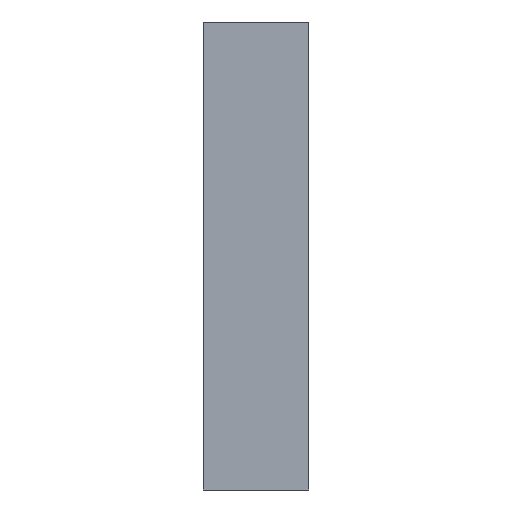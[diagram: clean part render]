
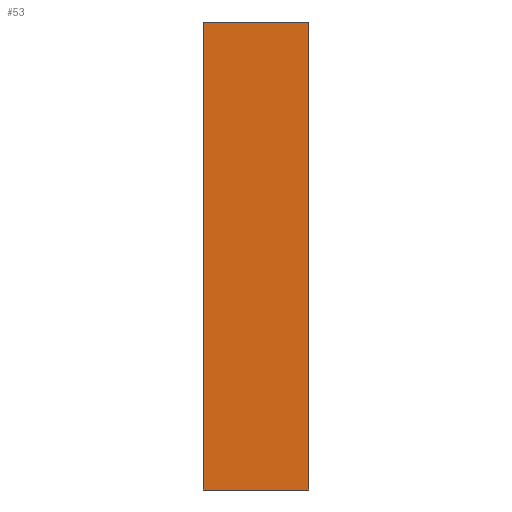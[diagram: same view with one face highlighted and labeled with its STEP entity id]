
A CAD part, left-side view. The second image highlights one B-rep face of the part: STEP entity #53.
In plain terms, the highlighted planar face has unit normal (-1, 0, 0).
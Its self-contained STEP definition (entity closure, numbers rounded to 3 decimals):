
#53=ADVANCED_FACE('',(#107),#109,.T.);
#107=FACE_BOUND('',#108,.T.);
#108=EDGE_LOOP('',(#149,#150,#151,#152));
#109=PLANE('',#110);
#110=AXIS2_PLACEMENT_3D('',#111,#112,#113);
#111=CARTESIAN_POINT('',(-680.,0.,0.));
#112=DIRECTION('',(-1.,0.,0.));
#113=DIRECTION('',(0.,0.,1.));
#149=ORIENTED_EDGE('',*,*,#173,.T.);
#150=ORIENTED_EDGE('',*,*,#174,.T.);
#151=ORIENTED_EDGE('',*,*,#175,.F.);
#152=ORIENTED_EDGE('',*,*,#176,.F.);
#173=EDGE_CURVE('',#185,#186,#187,.T.);
#174=EDGE_CURVE('',#186,#188,#189,.T.);
#175=EDGE_CURVE('',#190,#188,#191,.T.);
#176=EDGE_CURVE('',#185,#190,#192,.T.);
#185=VERTEX_POINT('',#205);
#186=VERTEX_POINT('',#206);
#187=LINE('',#207,#208);
#188=VERTEX_POINT('',#210);
#189=LINE('',#211,#212);
#190=VERTEX_POINT('',#214);
#191=LINE('',#215,#216);
#192=LINE('',#218,#219);
#205=CARTESIAN_POINT('',(-680.,0.,0.));
#206=CARTESIAN_POINT('',(-680.,0.,80.));
#207=CARTESIAN_POINT('',(-680.,0.,0.));
#208=VECTOR('',#209,1.);
#209=DIRECTION('',(0.,0.,1.));
#210=CARTESIAN_POINT('',(-680.,18.,80.));
#211=CARTESIAN_POINT('',(-680.,0.,80.));
#212=VECTOR('',#213,1.);
#213=DIRECTION('',(0.,1.,0.));
#214=CARTESIAN_POINT('',(-680.,18.,0.));
#215=CARTESIAN_POINT('',(-680.,18.,0.));
#216=VECTOR('',#217,1.);
#217=DIRECTION('',(0.,0.,1.));
#218=CARTESIAN_POINT('',(-680.,0.,0.));
#219=VECTOR('',#220,1.);
#220=DIRECTION('',(0.,1.,0.));
